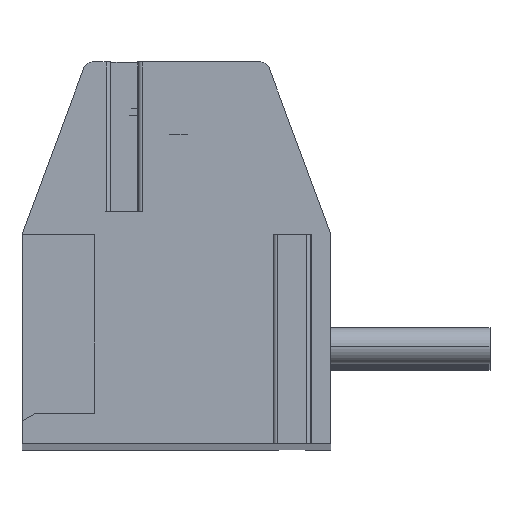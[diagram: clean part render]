
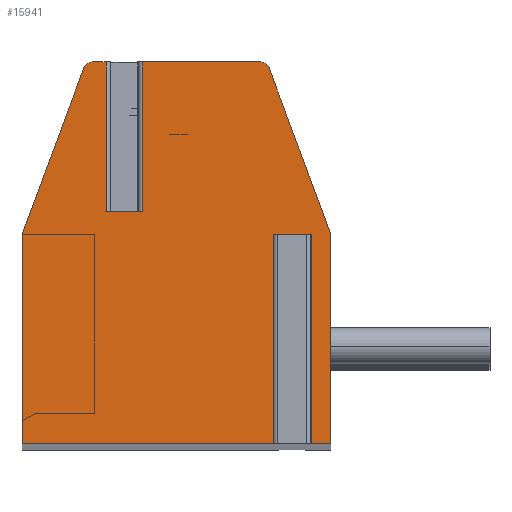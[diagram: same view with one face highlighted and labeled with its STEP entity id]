
A CAD part, top view. The second image highlights one B-rep face of the part: STEP entity #15941.
In plain terms, the highlighted planar face has unit normal (0, 0, 1).
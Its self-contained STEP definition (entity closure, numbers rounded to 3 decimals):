
#13=DIRECTION('',(1.,0.,0.));
#14=VECTOR('',#13,0.796);
#15=CARTESIAN_POINT('',(-1.548,0.9,78.75));
#16=LINE('',#15,#14);
#17=DIRECTION('',(0.,1.,0.));
#18=VECTOR('',#17,3.3);
#19=CARTESIAN_POINT('',(-0.752,0.9,78.75));
#20=LINE('',#19,#18);
#21=DIRECTION('',(-1.,0.,0.));
#22=VECTOR('',#21,2.603);
#23=CARTESIAN_POINT('',(1.851,4.2,78.75));
#24=LINE('',#23,#22);
#25=CARTESIAN_POINT('',(1.851,4.,78.75));
#26=DIRECTION('',(0.,0.,1.));
#27=DIRECTION('',(0.938,0.348,0.));
#28=AXIS2_PLACEMENT_3D('',#25,#26,#27);
#30=DIRECTION('',(-0.348,0.938,0.));
#31=VECTOR('',#30,3.914);
#32=CARTESIAN_POINT('',(3.4,0.4,78.75));
#33=LINE('',#32,#31);
#34=DIRECTION('',(0.,1.,0.));
#35=VECTOR('',#34,4.6);
#36=CARTESIAN_POINT('',(3.4,-4.2,78.75));
#37=LINE('',#36,#35);
#38=DIRECTION('',(1.,0.,0.));
#39=VECTOR('',#38,0.634);
#40=CARTESIAN_POINT('',(2.766,-4.2,78.75));
#41=LINE('',#40,#39);
#42=DIRECTION('',(0.,1.,0.));
#43=VECTOR('',#42,4.6);
#44=CARTESIAN_POINT('',(2.766,-4.2,78.75));
#45=LINE('',#44,#43);
#46=DIRECTION('',(-1.,0.,0.));
#47=VECTOR('',#46,0.43);
#48=CARTESIAN_POINT('',(2.766,0.4,78.75));
#49=LINE('',#48,#47);
#50=DIRECTION('',(0.,1.,0.));
#51=VECTOR('',#50,4.6);
#52=CARTESIAN_POINT('',(2.336,-4.2,78.75));
#53=LINE('',#52,#51);
#54=DIRECTION('',(1.,0.,0.));
#55=VECTOR('',#54,5.736);
#56=CARTESIAN_POINT('',(-3.4,-4.2,78.75));
#57=LINE('',#56,#55);
#58=DIRECTION('',(0.,-1.,0.));
#59=VECTOR('',#58,4.6);
#60=CARTESIAN_POINT('',(-3.4,0.4,78.75));
#61=LINE('',#60,#59);
#62=DIRECTION('',(-0.348,-0.938,0.));
#63=VECTOR('',#62,3.914);
#64=CARTESIAN_POINT('',(-2.038,4.07,78.75));
#65=LINE('',#64,#63);
#66=CARTESIAN_POINT('',(-1.851,4.,78.75));
#67=DIRECTION('',(0.,0.,1.));
#68=DIRECTION('',(0.,1.,0.));
#69=AXIS2_PLACEMENT_3D('',#66,#67,#68);
#71=DIRECTION('',(-1.,0.,0.));
#72=VECTOR('',#71,0.303);
#73=CARTESIAN_POINT('',(-1.548,4.2,78.75));
#74=LINE('',#73,#72);
#75=DIRECTION('',(0.,1.,0.));
#76=VECTOR('',#75,3.3);
#77=CARTESIAN_POINT('',(-1.548,0.9,78.75));
#78=LINE('',#77,#76);
#12456=CARTESIAN_POINT('',(-1.851,4.2,78.75));
#12457=CARTESIAN_POINT('',(-2.038,4.07,78.75));
#12458=VERTEX_POINT('',#12456);
#12459=VERTEX_POINT('',#12457);
#12460=CARTESIAN_POINT('',(-3.4,0.4,78.75));
#12461=VERTEX_POINT('',#12460);
#12462=CARTESIAN_POINT('',(-3.4,-4.2,78.75));
#12463=VERTEX_POINT('',#12462);
#12464=CARTESIAN_POINT('',(3.4,-4.2,78.75));
#12465=CARTESIAN_POINT('',(3.4,0.4,78.75));
#12466=VERTEX_POINT('',#12464);
#12467=VERTEX_POINT('',#12465);
#12468=CARTESIAN_POINT('',(2.038,4.07,78.75));
#12469=VERTEX_POINT('',#12468);
#12470=CARTESIAN_POINT('',(1.851,4.2,78.75));
#12471=VERTEX_POINT('',#12470);
#12512=CARTESIAN_POINT('',(2.766,0.4,78.75));
#12513=CARTESIAN_POINT('',(2.336,0.4,78.75));
#12514=VERTEX_POINT('',#12512);
#12515=VERTEX_POINT('',#12513);
#12516=CARTESIAN_POINT('',(2.336,-4.2,78.75));
#12517=VERTEX_POINT('',#12516);
#12518=CARTESIAN_POINT('',(2.766,-4.2,78.75));
#12519=VERTEX_POINT('',#12518);
#12580=CARTESIAN_POINT('',(-1.548,0.9,78.75));
#12581=CARTESIAN_POINT('',(-0.752,0.9,78.75));
#12582=VERTEX_POINT('',#12580);
#12583=VERTEX_POINT('',#12581);
#12584=CARTESIAN_POINT('',(-1.548,4.2,78.75));
#12585=VERTEX_POINT('',#12584);
#12586=CARTESIAN_POINT('',(-0.752,4.2,78.75));
#12587=VERTEX_POINT('',#12586);
#15902=CARTESIAN_POINT('',(0.,0.,78.75));
#15903=DIRECTION('',(0.,0.,1.));
#15904=DIRECTION('',(1.,0.,0.));
#15905=AXIS2_PLACEMENT_3D('',#15902,#15903,#15904);
#15906=PLANE('',#15905);
#15908=ORIENTED_EDGE('',*,*,#15907,.T.);
#15910=ORIENTED_EDGE('',*,*,#15909,.T.);
#15912=ORIENTED_EDGE('',*,*,#15911,.F.);
#15914=ORIENTED_EDGE('',*,*,#15913,.F.);
#15916=ORIENTED_EDGE('',*,*,#15915,.F.);
#15918=ORIENTED_EDGE('',*,*,#15917,.F.);
#15920=ORIENTED_EDGE('',*,*,#15919,.F.);
#15922=ORIENTED_EDGE('',*,*,#15921,.T.);
#15924=ORIENTED_EDGE('',*,*,#15923,.T.);
#15926=ORIENTED_EDGE('',*,*,#15925,.F.);
#15928=ORIENTED_EDGE('',*,*,#15927,.F.);
#15930=ORIENTED_EDGE('',*,*,#15929,.F.);
#15932=ORIENTED_EDGE('',*,*,#15931,.F.);
#15934=ORIENTED_EDGE('',*,*,#15933,.F.);
#15936=ORIENTED_EDGE('',*,*,#15935,.F.);
#15938=ORIENTED_EDGE('',*,*,#15937,.F.);
#15939=EDGE_LOOP('',(#15908,#15910,#15912,#15914,#15916,#15918,#15920,#15922,
#15924,#15926,#15928,#15930,#15932,#15934,#15936,#15938));
#15940=FACE_OUTER_BOUND('',#15939,.F.);
#29=CIRCLE('',#28,0.2);
#70=CIRCLE('',#69,0.2);
#15907=EDGE_CURVE('',#12582,#12583,#16,.T.);
#15909=EDGE_CURVE('',#12583,#12587,#20,.T.);
#15911=EDGE_CURVE('',#12471,#12587,#24,.T.);
#15913=EDGE_CURVE('',#12469,#12471,#29,.T.);
#15915=EDGE_CURVE('',#12467,#12469,#33,.T.);
#15917=EDGE_CURVE('',#12466,#12467,#37,.T.);
#15919=EDGE_CURVE('',#12519,#12466,#41,.T.);
#15921=EDGE_CURVE('',#12519,#12514,#45,.T.);
#15923=EDGE_CURVE('',#12514,#12515,#49,.T.);
#15925=EDGE_CURVE('',#12517,#12515,#53,.T.);
#15927=EDGE_CURVE('',#12463,#12517,#57,.T.);
#15929=EDGE_CURVE('',#12461,#12463,#61,.T.);
#15931=EDGE_CURVE('',#12459,#12461,#65,.T.);
#15933=EDGE_CURVE('',#12458,#12459,#70,.T.);
#15935=EDGE_CURVE('',#12585,#12458,#74,.T.);
#15937=EDGE_CURVE('',#12582,#12585,#78,.T.);
#15941=ADVANCED_FACE('',(#15940),#15906,.T.);
